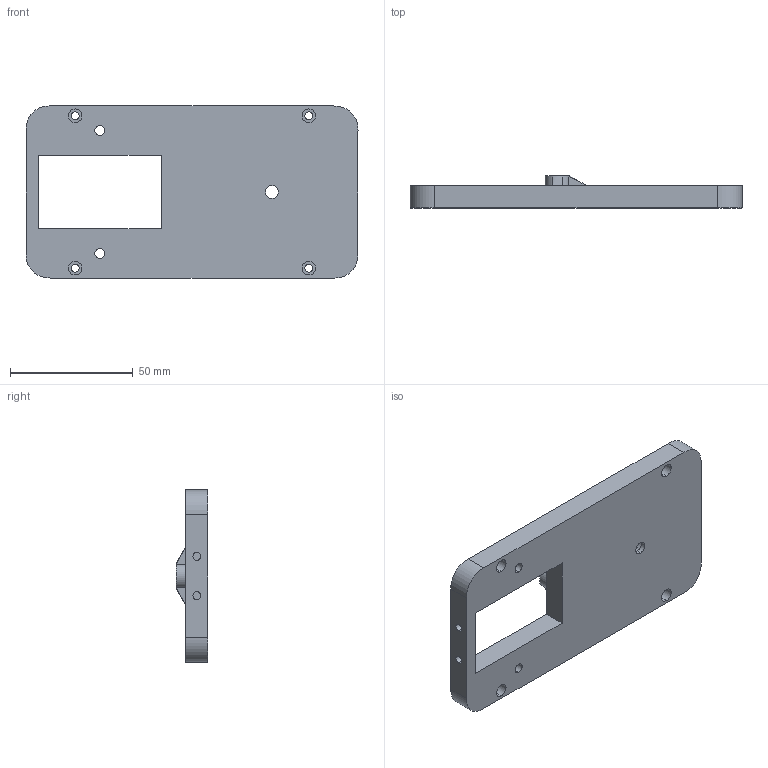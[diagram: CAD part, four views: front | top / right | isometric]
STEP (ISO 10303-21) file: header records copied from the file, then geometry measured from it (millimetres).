
FILE_DESCRIPTION (( 'STEP AP214' ), '1' );
FILE_NAME ('top cover.STEP', '2024-03-01T15:47:35', ( '' ), ( '' ), 'SwSTEP 2.0', 'SolidWorks 2024', '' );
FILE_SCHEMA (( 'AUTOMOTIVE_DESIGN' ));
Length unit declared in the file: millimetre
Products named in the file (1): top cover
Bounding box: 135 x 13 x 70 mm (x, y, z)
Volume: 67313.3 mm3; surface area: 22085.1 mm2
Topology: 1 solids, 1 shells, 69 faces, 172 edges, 113 vertices
Faces by surface type: cylinder 37, plane 25, bspline 7
Entity records: 2347 total; most frequent: CARTESIAN_POINT 617, DIRECTION 354, ORIENTED_EDGE 344, EDGE_CURVE 172, AXIS2_PLACEMENT_3D 138, VERTEX_POINT 113, EDGE_LOOP 97, VECTOR 78
